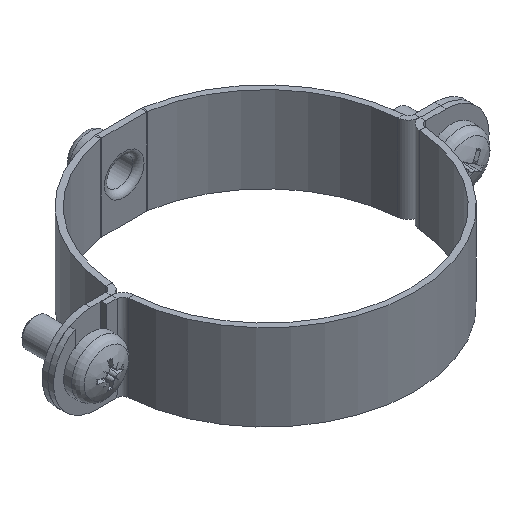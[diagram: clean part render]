
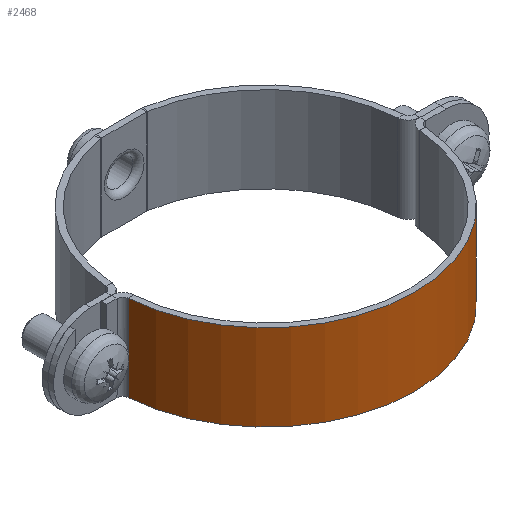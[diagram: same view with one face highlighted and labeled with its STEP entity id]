
A CAD part, isometric view. The second image highlights one B-rep face of the part: STEP entity #2468.
In plain terms, the highlighted cylindrical face has radius 26 mm (diameter 52 mm), a partial arc.
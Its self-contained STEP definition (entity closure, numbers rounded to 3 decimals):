
#202=CYLINDRICAL_SURFACE('',#2789,26.);
#292=FACE_OUTER_BOUND('',#449,.T.);
#449=EDGE_LOOP('',(#1901,#1902,#1903,#1904));
#611=LINE('',#4148,#743);
#617=LINE('',#4171,#749);
#743=VECTOR('',#3305,10.);
#749=VECTOR('',#3333,10.);
#865=CIRCLE('',#2778,26.);
#870=CIRCLE('',#2788,26.);
#1049=VERTEX_POINT('',#4145);
#1050=VERTEX_POINT('',#4147);
#1055=VERTEX_POINT('',#4164);
#1056=VERTEX_POINT('',#4170);
#1348=EDGE_CURVE('',#1049,#1050,#611,.T.);
#1357=EDGE_CURVE('',#1055,#1050,#865,.T.);
#1360=EDGE_CURVE('',#1056,#1055,#617,.T.);
#1367=EDGE_CURVE('',#1056,#1049,#870,.T.);
#1901=ORIENTED_EDGE('',*,*,#1348,.F.);
#1902=ORIENTED_EDGE('',*,*,#1367,.F.);
#1903=ORIENTED_EDGE('',*,*,#1360,.T.);
#1904=ORIENTED_EDGE('',*,*,#1357,.T.);
#2468=ADVANCED_FACE('',(#292),#202,.T.);
#2778=AXIS2_PLACEMENT_3D('',#4165,#3324,#3325);
#2788=AXIS2_PLACEMENT_3D('',#4183,#3349,#3350);
#2789=AXIS2_PLACEMENT_3D('',#4184,#3351,#3352);
#3305=DIRECTION('',(0.,0.,-1.));
#3324=DIRECTION('center_axis',(0.,0.,1.));
#3325=DIRECTION('ref_axis',(0.997,0.074,0.));
#3333=DIRECTION('',(0.,0.,-1.));
#3349=DIRECTION('center_axis',(0.,0.,1.));
#3350=DIRECTION('ref_axis',(0.997,0.074,0.));
#3351=DIRECTION('center_axis',(0.,0.,1.));
#3352=DIRECTION('ref_axis',(0.997,0.074,0.));
#4145=CARTESIAN_POINT('',(-25.929,1.926,7.5));
#4147=CARTESIAN_POINT('',(-25.929,1.926,-7.5));
#4148=CARTESIAN_POINT('',(-25.929,1.926,0.));
#4164=CARTESIAN_POINT('',(25.929,1.926,-7.5));
#4165=CARTESIAN_POINT('Origin',(0.,0.,
-7.5));
#4170=CARTESIAN_POINT('',(25.929,1.926,7.5));
#4171=CARTESIAN_POINT('',(25.929,1.926,0.));
#4183=CARTESIAN_POINT('Origin',(0.,0.,
7.5));
#4184=CARTESIAN_POINT('Origin',(0.,0.,
0.));
